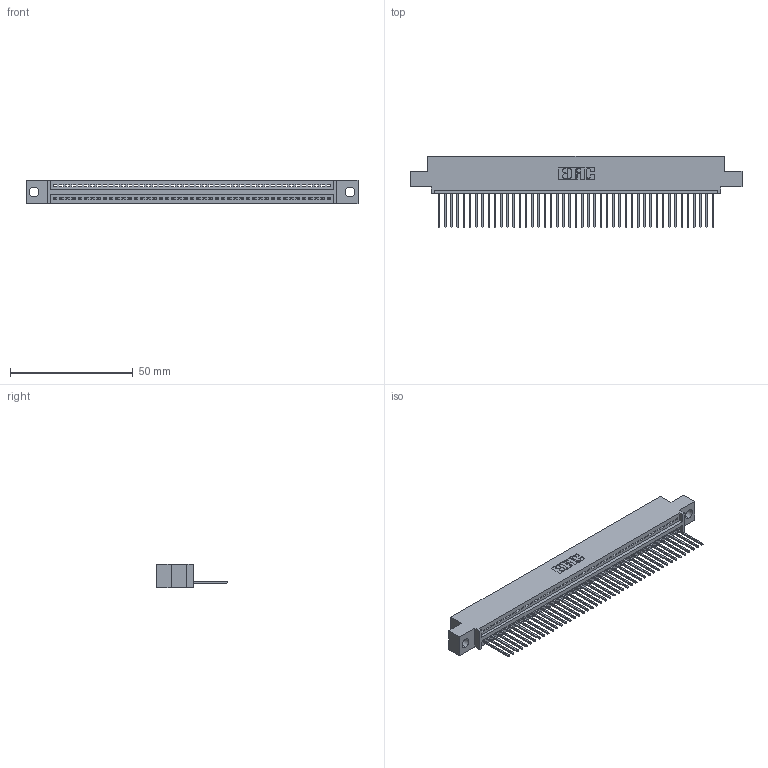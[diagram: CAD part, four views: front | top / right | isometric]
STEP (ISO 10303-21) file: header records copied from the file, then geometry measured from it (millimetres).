
FILE_DESCRIPTION (( 'STEP AP203' ), '1' );
FILE_NAME ('345-045-540-404.STEP', '2021-05-26T15:09:08', ( '' ), ( '' ), 'SwSTEP 2.0', 'SolidWorks 2020', '' );
FILE_SCHEMA (( 'CONFIG_CONTROL_DESIGN' ));
Length unit declared in the file: inch
Products named in the file (3): 345 Part_0.110 Offset - 0.156 Dia-TI; 345-292-001_345-293-140; 345-045-540-404
Assembly tree (46 placements, depth 2):
  345-045-540-404
    345 Part_0.110 Offset - 0.156 Dia-TI
    345-292-001_345-293-140  x45
Bounding box: 135.51 x 29.13 x 9.4 mm (x, y, z)
Volume: 12777 mm3; surface area: 17383.1 mm2
Topology: 46 solids, 46 shells, 2754 faces, 8309 edges, 5478 vertices
Faces by surface type: plane 1898, cylinder 856
Entity records: 34033 total; most frequent: CARTESIAN_POINT 5905, ORIENTED_EDGE 5882, DIRECTION 5151, EDGE_CURVE 2941, VECTOR 2629, LINE 2629, VERTEX_POINT 1958, AXIS2_PLACEMENT_3D 1261
